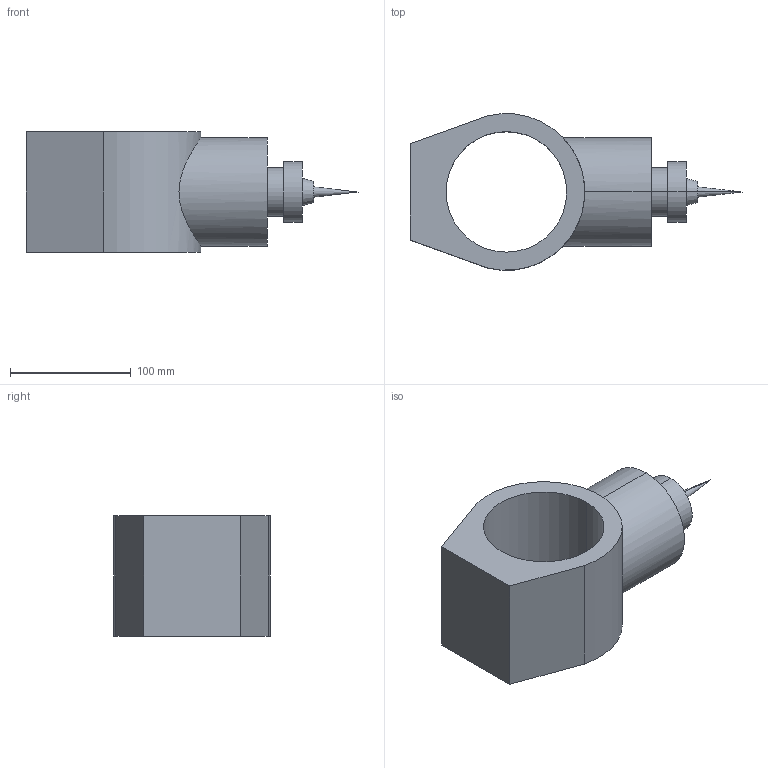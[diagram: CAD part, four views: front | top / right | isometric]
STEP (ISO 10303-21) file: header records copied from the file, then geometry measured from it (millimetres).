
FILE_DESCRIPTION (( 'STEP AP203' ), '1' );
FILE_NAME ('Pièce5_Défaut_sldprt.STEP', '2025-04-13T22:22:43', ( '' ), ( '' ), 'SwSTEP 2.0', 'SolidWorks 2024', '' );
FILE_SCHEMA (( 'CONFIG_CONTROL_DESIGN' ));
Length unit declared in the file: millimetre
Products named in the file (1): Pièce5_Défaut_sldprt
Bounding box: 275.42 x 129.69 x 100 mm (x, y, z)
Volume: 1170189.2 mm3; surface area: 118023.4 mm2
Topology: 2 solids, 2 shells, 24 faces, 52 edges, 32 vertices
Faces by surface type: cylinder 9, plane 9, cone 6
Entity records: 855 total; most frequent: CARTESIAN_POINT 251, DIRECTION 118, ORIENTED_EDGE 96, EDGE_CURVE 48, AXIS2_PLACEMENT_3D 47, VERTEX_POINT 32, EDGE_LOOP 30, VECTOR 24
